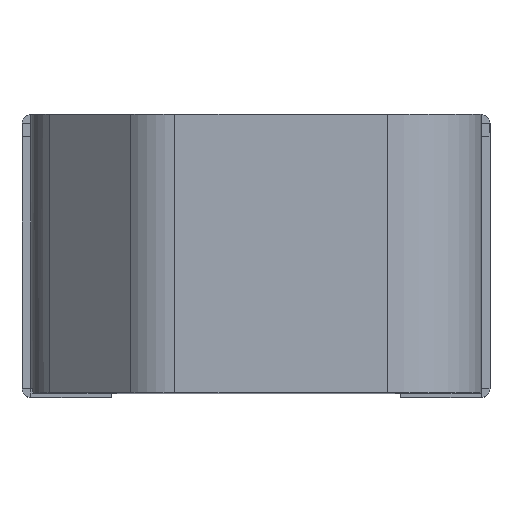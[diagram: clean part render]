
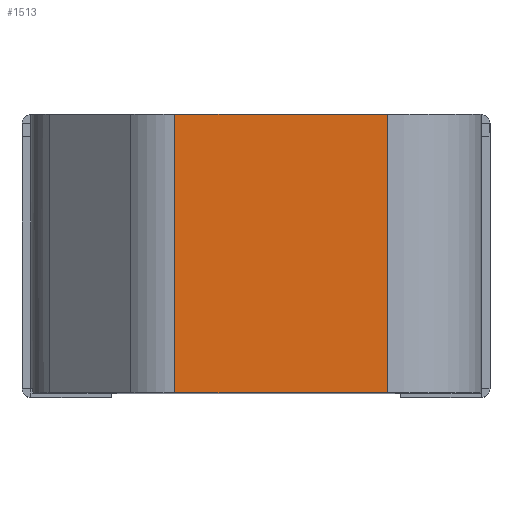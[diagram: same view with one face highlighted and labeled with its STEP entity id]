
A CAD part, top view. The second image highlights one B-rep face of the part: STEP entity #1513.
In plain terms, the highlighted planar face has unit normal (0, 0, 1).
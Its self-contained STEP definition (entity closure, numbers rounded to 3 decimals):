
#10 = CARTESIAN_POINT ( 'NONE',  ( 2.95, 0., 5. ) ) ;
#84 = CARTESIAN_POINT ( 'NONE',  ( 2.95, 6.25, 5. ) ) ;
#108 = EDGE_CURVE ( 'NONE', #650, #454, #1124, .T. ) ;
#125 = CARTESIAN_POINT ( 'NONE',  ( -1.82, 6.25, 5. ) ) ;
#154 = DIRECTION ( 'NONE',  ( 1., 0., 0. ) ) ;
#229 = DIRECTION ( 'NONE',  ( 0., 1., 0. ) ) ;
#269 = DIRECTION ( 'NONE',  ( 1., 0., 0. ) ) ;
#271 = EDGE_CURVE ( 'NONE', #1726, #1232, #1251, .T. ) ;
#293 = AXIS2_PLACEMENT_3D ( 'NONE', #1616, #1340, #1352 ) ;
#436 = VECTOR ( 'NONE', #1072, 1000. ) ;
#454 = VERTEX_POINT ( 'NONE', #1023 ) ;
#522 = ORIENTED_EDGE ( 'NONE', *, *, #108, .F. ) ;
#571 = EDGE_CURVE ( 'NONE', #650, #1726, #800, .T. ) ;
#642 = ORIENTED_EDGE ( 'NONE', *, *, #271, .T. ) ;
#650 = VERTEX_POINT ( 'NONE', #125 ) ;
#685 = EDGE_CURVE ( 'NONE', #1232, #454, #1365, .T. ) ;
#713 = VECTOR ( 'NONE', #269, 1000. ) ;
#800 = LINE ( 'NONE', #1346, #436 ) ;
#840 = CARTESIAN_POINT ( 'NONE',  ( -5.05, 6.25, 5. ) ) ;
#921 = EDGE_LOOP ( 'NONE', ( #522, #1527, #642, #1054 ) ) ;
#1023 = CARTESIAN_POINT ( 'NONE',  ( 2.95, 6.25, 5. ) ) ;
#1052 = PLANE ( 'NONE',  #293 ) ;
#1054 = ORIENTED_EDGE ( 'NONE', *, *, #685, .T. ) ;
#1072 = DIRECTION ( 'NONE',  ( 0., -1., 0. ) ) ;
#1124 = LINE ( 'NONE', #840, #713 ) ;
#1232 = VERTEX_POINT ( 'NONE', #10 ) ;
#1251 = LINE ( 'NONE', #1656, #1608 ) ;
#1255 = CARTESIAN_POINT ( 'NONE',  ( -1.82, 0., 5. ) ) ;
#1340 = DIRECTION ( 'NONE',  ( 0., 0., -1. ) ) ;
#1346 = CARTESIAN_POINT ( 'NONE',  ( -1.82, 0., 5. ) ) ;
#1352 = DIRECTION ( 'NONE',  ( -1., 0., 0. ) ) ;
#1365 = LINE ( 'NONE', #84, #1496 ) ;
#1455 = FACE_OUTER_BOUND ( 'NONE', #921, .T. ) ;
#1496 = VECTOR ( 'NONE', #229, 1000. ) ;
#1513 = ADVANCED_FACE ( 'NONE', ( #1455 ), #1052, .F. ) ;
#1527 = ORIENTED_EDGE ( 'NONE', *, *, #571, .T. ) ;
#1608 = VECTOR ( 'NONE', #154, 1000. ) ;
#1616 = CARTESIAN_POINT ( 'NONE',  ( -5.05, 6.25, 5. ) ) ;
#1656 = CARTESIAN_POINT ( 'NONE',  ( -5.05, 0., 5. ) ) ;
#1726 = VERTEX_POINT ( 'NONE', #1255 ) ;
